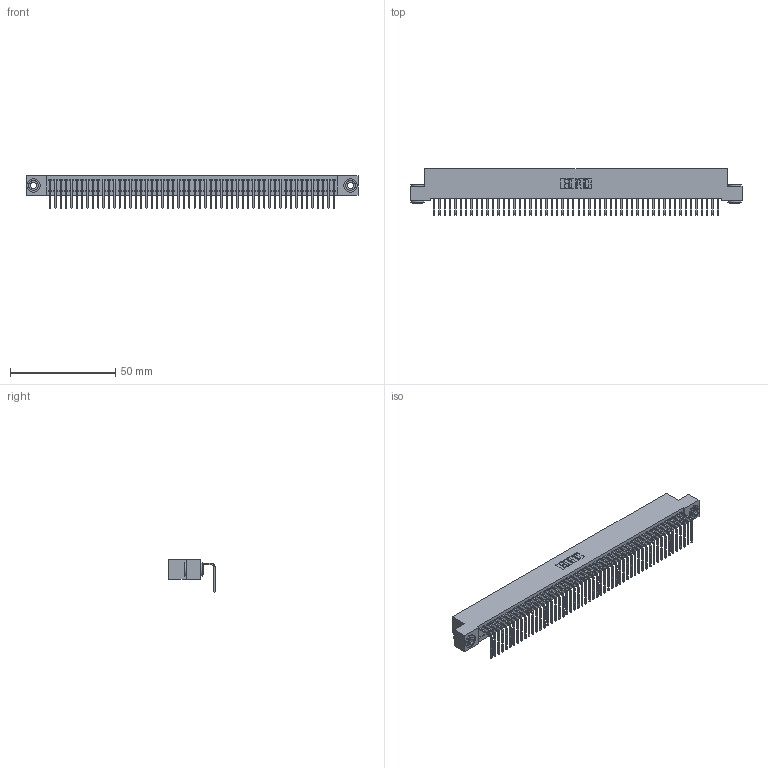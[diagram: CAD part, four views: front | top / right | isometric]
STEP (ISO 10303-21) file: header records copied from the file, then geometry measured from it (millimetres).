
FILE_DESCRIPTION (( 'STEP AP203' ), '1' );
FILE_NAME ('392-054-558-103.STEP', '2018-08-17T10:03:15', ( '' ), ( '' ), 'SwSTEP 2.0', 'SolidWorks 2016', '' );
FILE_SCHEMA (( 'CONFIG_CONTROL_DESIGN' ));
Length unit declared in the file: inch
Products named in the file (4): 342 Part_.156 TH; 345-292-001_558 Tail - 2; 342-250-002_345-250-002-102; 392-054-558-103
Assembly tree (57 placements, depth 2):
  392-054-558-103
    342 Part_.156 TH
    345-292-001_558 Tail - 2  x54
    342-250-002_345-250-002-102  x2
Bounding box: 157.48 x 21.91 x 15.62 mm (x, y, z)
Volume: 14054.8 mm3; surface area: 22110.8 mm2
Topology: 57 solids, 57 shells, 3388 faces, 10203 edges, 6726 vertices
Faces by surface type: plane 2452, cylinder 928, cone 8
Entity records: 32062 total; most frequent: CARTESIAN_POINT 5507, ORIENTED_EDGE 5490, DIRECTION 4655, EDGE_CURVE 2745, LINE 2593, VECTOR 2593, VERTEX_POINT 1826, AXIS2_PLACEMENT_3D 1031
